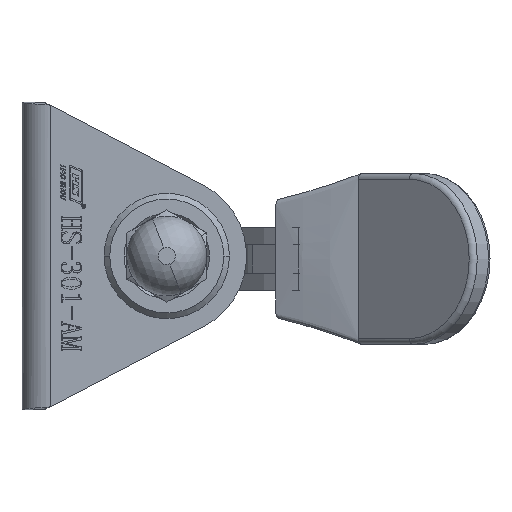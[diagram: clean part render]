
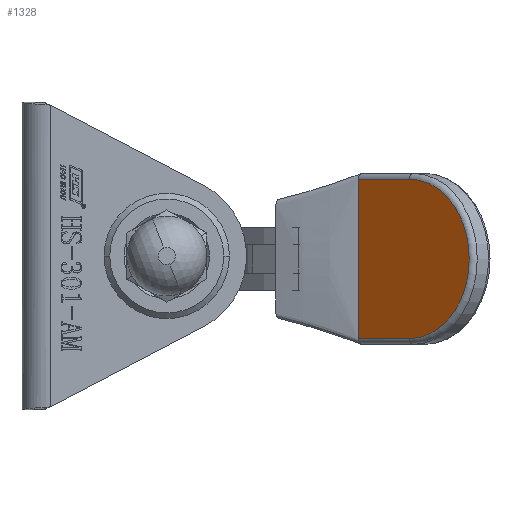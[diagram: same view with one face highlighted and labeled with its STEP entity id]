
A CAD part, left-side view. The second image highlights one B-rep face of the part: STEP entity #1328.
In plain terms, the highlighted face is planar.
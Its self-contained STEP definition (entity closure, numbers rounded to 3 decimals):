
#1328 = ADVANCED_FACE ( 'NONE', ( #14149 ), #14885, .F. ) ;
#7120 = CARTESIAN_POINT ( 'NONE',  ( 7., 6., 1.25 ) ) ;
#7121 = CARTESIAN_POINT ( 'NONE',  ( -7., 0., 1.25 ) ) ;
#7139 = CARTESIAN_POINT ( 'NONE',  ( -7., 6., 1.25 ) ) ;
#7159 = CARTESIAN_POINT ( 'NONE',  ( 7., 0., 1.25 ) ) ;
#7668 = EDGE_CURVE ( 'NONE', #22305, #22344, #17604, .T. ) ;
#7680 = EDGE_CURVE ( 'NONE', #22344, #22304, #17623, .T. ) ;
#7681 = EDGE_CURVE ( 'NONE', #22304, #22324, #17625, .T. ) ;
#7682 = EDGE_CURVE ( 'NONE', #22324, #22305, #17627, .T. ) ;
#8024 = EDGE_LOOP ( 'NONE', ( #8304, #8305, #8306, #8307 ) ) ;
#8304 = ORIENTED_EDGE ( 'NONE', *, *, #7668, .T. ) ;
#8305 = ORIENTED_EDGE ( 'NONE', *, *, #7680, .T. ) ;
#8306 = ORIENTED_EDGE ( 'NONE', *, *, #7681, .T. ) ;
#8307 = ORIENTED_EDGE ( 'NONE', *, *, #7682, .T. ) ;
#13772 = AXIS2_PLACEMENT_3D ( 'NONE', #14878, #14887, #14888 ) ;
#13893 = AXIS2_PLACEMENT_3D ( 'NONE', #18770, #18771, #18772 ) ;
#14149 = FACE_OUTER_BOUND ( 'NONE', #8024, .T. ) ;
#14878 = CARTESIAN_POINT ( 'NONE',  ( 0., 6., 1.25 ) ) ;
#14885 = PLANE ( 'NONE',  #13772 ) ;
#14887 = DIRECTION ( 'NONE',  ( 0., 0., -1. ) ) ;
#14888 = DIRECTION ( 'NONE',  ( -1., 0., 0. ) ) ;
#17564 = CARTESIAN_POINT ( 'NONE',  ( 0., 0., 1.25 ) ) ;
#17570 = DIRECTION ( 'NONE',  ( 1., 0., 0. ) ) ;
#17587 = CARTESIAN_POINT ( 'NONE',  ( -7., 6., 1.25 ) ) ;
#17588 = DIRECTION ( 'NONE',  ( 0., -1., 0. ) ) ;
#17602 = CARTESIAN_POINT ( 'NONE',  ( 7., 6., 1.25 ) ) ;
#17603 = DIRECTION ( 'NONE',  ( 0., 1., 0. ) ) ;
#17604 = LINE ( 'NONE', #17564, #17605 ) ;
#17605 = VECTOR ( 'NONE', #17570, 1000. ) ;
#17623 = LINE ( 'NONE', #17602, #17626 ) ;
#17625 = CIRCLE ( 'NONE', #13893, 7. ) ;
#17626 = VECTOR ( 'NONE', #17603, 1000. ) ;
#17627 = LINE ( 'NONE', #17587, #17629 ) ;
#17629 = VECTOR ( 'NONE', #17588, 1000. ) ;
#18770 = CARTESIAN_POINT ( 'NONE',  ( 0., 6., 1.25 ) ) ;
#18771 = DIRECTION ( 'NONE',  ( 0., 0., 1. ) ) ;
#18772 = DIRECTION ( 'NONE',  ( -1., 0., 0. ) ) ;
#22304 = VERTEX_POINT ( 'NONE', #7120 ) ;
#22305 = VERTEX_POINT ( 'NONE', #7121 ) ;
#22324 = VERTEX_POINT ( 'NONE', #7139 ) ;
#22344 = VERTEX_POINT ( 'NONE', #7159 ) ;
